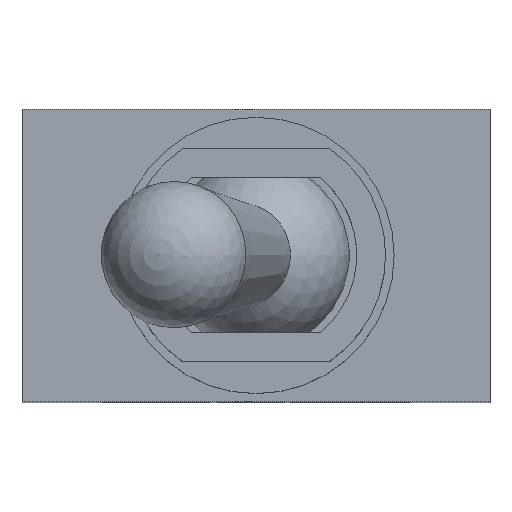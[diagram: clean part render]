
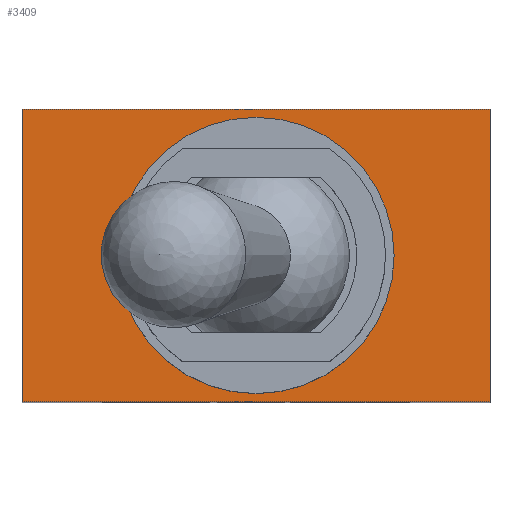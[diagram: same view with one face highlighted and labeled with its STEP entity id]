
A CAD part, top view. The second image highlights one B-rep face of the part: STEP entity #3409.
In plain terms, the highlighted planar face has unit normal (0, 0, 1).
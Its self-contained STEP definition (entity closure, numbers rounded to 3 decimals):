
#220=FACE_BOUND('',#619,.T.);
#234=CIRCLE('',#3455,2.4);
#424=FACE_OUTER_BOUND('',#618,.T.);
#618=EDGE_LOOP('',(#3112,#3113,#3114,#3115));
#619=EDGE_LOOP('',(#3116));
#948=LINE('',#6211,#1290);
#958=LINE('',#6230,#1300);
#960=LINE('',#6234,#1302);
#961=LINE('',#6236,#1303);
#1290=VECTOR('',#4242,10.);
#1300=VECTOR('',#4262,10.);
#1302=VECTOR('',#4266,10.);
#1303=VECTOR('',#4269,10.);
#1325=VERTEX_POINT('',#4335);
#1628=VERTEX_POINT('',#6208);
#1629=VERTEX_POINT('',#6210);
#1633=VERTEX_POINT('',#6228);
#1634=VERTEX_POINT('',#6232);
#1665=EDGE_CURVE('',#1325,#1325,#234,.T.);
#2115=EDGE_CURVE('',#1628,#1629,#948,.T.);
#2125=EDGE_CURVE('',#1633,#1628,#958,.T.);
#2127=EDGE_CURVE('',#1634,#1633,#960,.T.);
#2128=EDGE_CURVE('',#1629,#1634,#961,.T.);
#3112=ORIENTED_EDGE('',*,*,#2127,.F.);
#3113=ORIENTED_EDGE('',*,*,#2128,.F.);
#3114=ORIENTED_EDGE('',*,*,#2115,.F.);
#3115=ORIENTED_EDGE('',*,*,#2125,.F.);
#3116=ORIENTED_EDGE('',*,*,#1665,.T.);
#3231=PLANE('',#3595);
#3409=ADVANCED_FACE('',(#424,#220),#3231,.T.);
#3455=AXIS2_PLACEMENT_3D('',#4337,#3665,#3666);
#3595=AXIS2_PLACEMENT_3D('',#6237,#4270,#4271);
#3665=DIRECTION('center_axis',(0.,0.,-1.));
#3666=DIRECTION('ref_axis',(-1.,0.,0.));
#4242=DIRECTION('',(0.,1.,0.));
#4262=DIRECTION('',(-1.,0.,0.));
#4266=DIRECTION('',(0.,-1.,0.));
#4269=DIRECTION('',(1.,0.,0.));
#4270=DIRECTION('center_axis',(0.,0.,1.));
#4271=DIRECTION('ref_axis',(1.,0.,0.));
#4335=CARTESIAN_POINT('',(2.4,0.,8.89));
#4337=CARTESIAN_POINT('Origin',(0.,0.,
8.89));
#6208=CARTESIAN_POINT('',(-4.065,-2.54,8.89));
#6210=CARTESIAN_POINT('',(-4.065,2.54,8.89));
#6211=CARTESIAN_POINT('',(-4.065,-2.54,8.89));
#6228=CARTESIAN_POINT('',(4.065,-2.54,8.89));
#6230=CARTESIAN_POINT('',(4.065,-2.54,8.89));
#6232=CARTESIAN_POINT('',(4.065,2.54,8.89));
#6234=CARTESIAN_POINT('',(4.065,2.54,8.89));
#6236=CARTESIAN_POINT('',(-4.065,2.54,8.89));
#6237=CARTESIAN_POINT('Origin',(0.,0.,
8.89));
